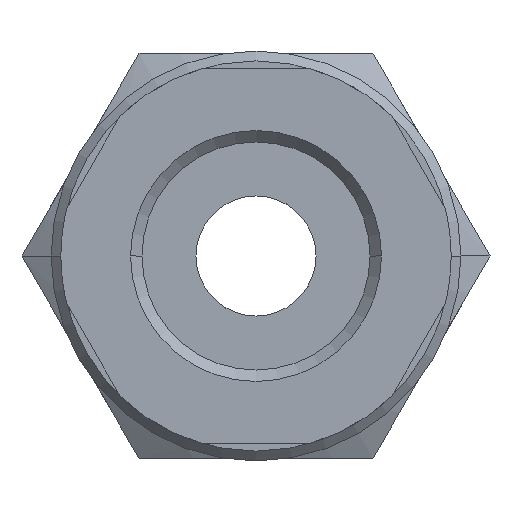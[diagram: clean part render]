
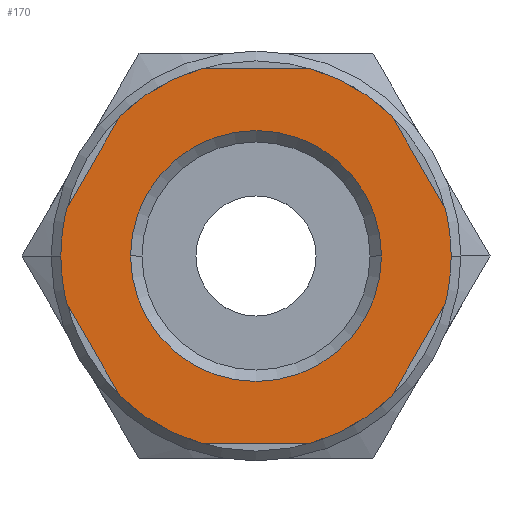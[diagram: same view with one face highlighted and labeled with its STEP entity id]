
A CAD part, front view. The second image highlights one B-rep face of the part: STEP entity #170.
In plain terms, the highlighted planar face has unit normal (0, -1, 0).
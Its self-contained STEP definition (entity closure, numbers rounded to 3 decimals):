
#170=ADVANCED_FACE('',(#395,#396),#397,.T.);
#395=FACE_BOUND('',#670,.T.);
#396=FACE_OUTER_BOUND('',#671,.T.);
#397=PLANE('',#672);
#670=EDGE_LOOP('',(#1104,#1105));
#671=EDGE_LOOP('',(#1106,#1107,#1108,#1109,#1110,#1111,#1112,#1113,#1114,#1115,#1116,#1117,#1118,#1119));
#672=AXIS2_PLACEMENT_3D('',#1120,#1121,#1122);
#1104=ORIENTED_EDGE('',*,*,#1709,.T.);
#1105=ORIENTED_EDGE('',*,*,#1710,.T.);
#1106=ORIENTED_EDGE('',*,*,#1711,.F.);
#1107=ORIENTED_EDGE('',*,*,#1712,.F.);
#1108=ORIENTED_EDGE('',*,*,#1713,.F.);
#1109=ORIENTED_EDGE('',*,*,#1714,.F.);
#1110=ORIENTED_EDGE('',*,*,#1715,.F.);
#1111=ORIENTED_EDGE('',*,*,#1716,.F.);
#1112=ORIENTED_EDGE('',*,*,#1640,.F.);
#1113=ORIENTED_EDGE('',*,*,#1717,.F.);
#1114=ORIENTED_EDGE('',*,*,#1679,.F.);
#1115=ORIENTED_EDGE('',*,*,#1653,.F.);
#1116=ORIENTED_EDGE('',*,*,#1718,.F.);
#1117=ORIENTED_EDGE('',*,*,#1719,.F.);
#1118=ORIENTED_EDGE('',*,*,#1720,.F.);
#1119=ORIENTED_EDGE('',*,*,#1721,.F.);
#1120=CARTESIAN_POINT('',(6.5,0.0,0.0));
#1121=DIRECTION('',(-0.0,-1.0,-0.0));
#1122=DIRECTION('',(-1.0,0.0,0.0));
#1640=EDGE_CURVE('',#1967,#1962,#1969,.T.);
#1653=EDGE_CURVE('',#1990,#1992,#1993,.T.);
#1679=EDGE_CURVE('',#1992,#2027,#2030,.T.);
#1709=EDGE_CURVE('',#2075,#2076,#2077,.T.);
#1710=EDGE_CURVE('',#2076,#2075,#2078,.T.);
#1711=EDGE_CURVE('',#2079,#2080,#2081,.T.);
#1712=EDGE_CURVE('',#2082,#2079,#2083,.T.);
#1713=EDGE_CURVE('',#2084,#2082,#2085,.T.);
#1714=EDGE_CURVE('',#2086,#2084,#2087,.T.);
#1715=EDGE_CURVE('',#2088,#2086,#2089,.T.);
#1716=EDGE_CURVE('',#1962,#2088,#2090,.T.);
#1717=EDGE_CURVE('',#2027,#1967,#2091,.T.);
#1718=EDGE_CURVE('',#2092,#1990,#2093,.T.);
#1719=EDGE_CURVE('',#2094,#2092,#2095,.T.);
#1720=EDGE_CURVE('',#2096,#2094,#2097,.T.);
#1721=EDGE_CURVE('',#2080,#2096,#2098,.T.);
#1962=VERTEX_POINT('',#2464);
#1967=VERTEX_POINT('',#2470);
#1969=CIRCLE('',#2473,13.0);
#1990=VERTEX_POINT('',#2498);
#1992=VERTEX_POINT('',#2501);
#1993=LINE('',#2502,#2503);
#2027=VERTEX_POINT('',#2630);
#2030=CIRCLE('',#2634,13.0);
#2075=VERTEX_POINT('',#2695);
#2076=VERTEX_POINT('',#2696);
#2077=CIRCLE('',#2697,8.36);
#2078=CIRCLE('',#2698,8.36);
#2079=VERTEX_POINT('',#2699);
#2080=VERTEX_POINT('',#2700);
#2081=LINE('',#2701,#2702);
#2082=VERTEX_POINT('',#2703);
#2083=CIRCLE('',#2704,13.0);
#2084=VERTEX_POINT('',#2705);
#2085=LINE('',#2706,#2707);
#2086=VERTEX_POINT('',#2708);
#2087=CIRCLE('',#2709,13.0);
#2088=VERTEX_POINT('',#2710);
#2089=LINE('',#2711,#2712);
#2090=CIRCLE('',#2713,13.0);
#2091=LINE('',#2714,#2715);
#2092=VERTEX_POINT('',#2716);
#2093=CIRCLE('',#2717,13.0);
#2094=VERTEX_POINT('',#2718);
#2095=LINE('',#2719,#2720);
#2096=VERTEX_POINT('',#2721);
#2097=CIRCLE('',#2722,13.0);
#2098=CIRCLE('',#2723,13.0);
#2464=CARTESIAN_POINT('',(13.0,0.0,0.));
#2470=CARTESIAN_POINT('',(12.611,0.0,3.158));
#2473=AXIS2_PLACEMENT_3D('',#3072,#3073,#3074);
#2498=CARTESIAN_POINT('',(-3.571,0.0,12.5));
#2501=CARTESIAN_POINT('',(3.571,0.0,12.5));
#2502=CARTESIAN_POINT('',(3.25,0.0,12.5));
#2503=VECTOR('',#3092,1.0);
#2630=CARTESIAN_POINT('',(9.04,0.0,9.342));
#2634=AXIS2_PLACEMENT_3D('',#3114,#3115,#3116);
#2695=CARTESIAN_POINT('',(-8.36,0.0,0.));
#2696=CARTESIAN_POINT('',(8.36,0.0,0.));
#2697=AXIS2_PLACEMENT_3D('',#3170,#3171,#3172);
#2698=AXIS2_PLACEMENT_3D('',#3173,#3174,#3175);
#2699=CARTESIAN_POINT('',(-9.04,0.0,-9.342));
#2700=CARTESIAN_POINT('',(-12.611,0.0,-3.158));
#2701=CARTESIAN_POINT('',(-10.013,0.0,-7.657));
#2702=VECTOR('',#3176,1.0);
#2703=CARTESIAN_POINT('',(-3.571,0.0,-12.5));
#2704=AXIS2_PLACEMENT_3D('',#3177,#3178,#3179);
#2705=CARTESIAN_POINT('',(3.571,0.0,-12.5));
#2706=CARTESIAN_POINT('',(3.25,0.0,-12.5));
#2707=VECTOR('',#3180,1.0);
#2708=CARTESIAN_POINT('',(9.04,0.0,-9.342));
#2709=AXIS2_PLACEMENT_3D('',#3181,#3182,#3183);
#2710=CARTESIAN_POINT('',(12.611,0.0,-3.158));
#2711=CARTESIAN_POINT('',(11.638,0.0,-4.843));
#2712=VECTOR('',#3184,1.0);
#2713=AXIS2_PLACEMENT_3D('',#3185,#3186,#3187);
#2714=CARTESIAN_POINT('',(11.638,0.0,4.843));
#2715=VECTOR('',#3188,1.0);
#2716=CARTESIAN_POINT('',(-9.04,0.0,9.342));
#2717=AXIS2_PLACEMENT_3D('',#3189,#3190,#3191);
#2718=CARTESIAN_POINT('',(-12.611,0.0,3.158));
#2719=CARTESIAN_POINT('',(-10.013,0.0,7.657));
#2720=VECTOR('',#3192,1.0);
#2721=CARTESIAN_POINT('',(-13.0,0.0,0.));
#2722=AXIS2_PLACEMENT_3D('',#3193,#3194,#3195);
#2723=AXIS2_PLACEMENT_3D('',#3196,#3197,#3198);
#3072=CARTESIAN_POINT('',(0.0,0.0,0.0));
#3073=DIRECTION('',(-0.0,1.0,0.0));
#3074=DIRECTION('',(1.0,0.0,0.0));
#3092=DIRECTION('',(1.0,-0.0,0.));
#3114=CARTESIAN_POINT('',(0.0,0.0,0.0));
#3115=DIRECTION('',(-0.0,1.0,0.0));
#3116=DIRECTION('',(1.0,0.0,0.0));
#3170=CARTESIAN_POINT('',(0.0,0.0,0.0));
#3171=DIRECTION('',(-0.0,1.0,0.0));
#3172=DIRECTION('',(1.0,0.0,0.0));
#3173=CARTESIAN_POINT('',(0.0,0.0,0.0));
#3174=DIRECTION('',(-0.0,1.0,0.0));
#3175=DIRECTION('',(1.0,0.0,0.0));
#3176=DIRECTION('',(-0.5,0.0,0.866));
#3177=CARTESIAN_POINT('',(0.0,0.0,0.0));
#3178=DIRECTION('',(-0.0,1.0,0.0));
#3179=DIRECTION('',(1.0,0.0,0.0));
#3180=DIRECTION('',(-1.0,0.0,0.0));
#3181=CARTESIAN_POINT('',(0.0,0.0,0.0));
#3182=DIRECTION('',(-0.0,1.0,0.0));
#3183=DIRECTION('',(1.0,0.0,0.0));
#3184=DIRECTION('',(-0.5,0.0,-0.866));
#3185=CARTESIAN_POINT('',(0.0,0.0,0.0));
#3186=DIRECTION('',(-0.0,1.0,0.0));
#3187=DIRECTION('',(1.0,0.0,0.0));
#3188=DIRECTION('',(0.5,0.0,-0.866));
#3189=CARTESIAN_POINT('',(0.0,0.0,0.0));
#3190=DIRECTION('',(-0.0,1.0,0.0));
#3191=DIRECTION('',(1.0,0.0,0.0));
#3192=DIRECTION('',(0.5,-0.0,0.866));
#3193=CARTESIAN_POINT('',(0.0,0.0,0.0));
#3194=DIRECTION('',(-0.0,1.0,0.0));
#3195=DIRECTION('',(1.0,0.0,0.0));
#3196=CARTESIAN_POINT('',(0.0,0.0,0.0));
#3197=DIRECTION('',(-0.0,1.0,0.0));
#3198=DIRECTION('',(1.0,0.0,0.0));
